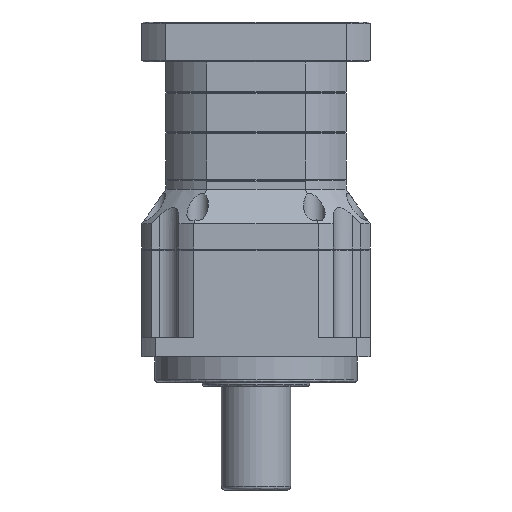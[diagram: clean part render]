
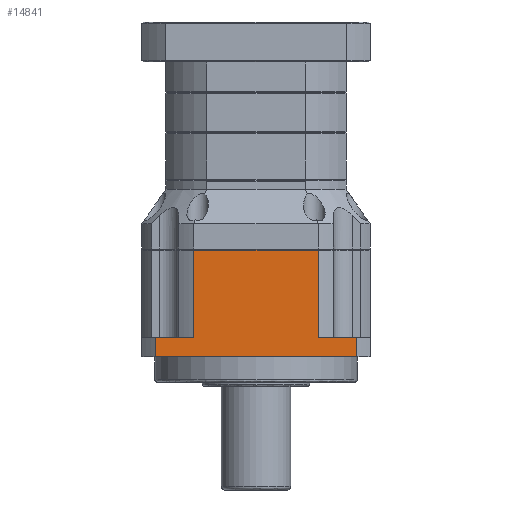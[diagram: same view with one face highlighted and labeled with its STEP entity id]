
A CAD part, front view. The second image highlights one B-rep face of the part: STEP entity #14841.
In plain terms, the highlighted planar face has unit normal (0, -1, 0).
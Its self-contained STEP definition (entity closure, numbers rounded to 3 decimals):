
#146 = VECTOR ( 'NONE', #21294, 1000. ) ;
#991 = CARTESIAN_POINT ( 'NONE',  ( -49.054, -90., 120. ) ) ;
#1032 = AXIS2_PLACEMENT_3D ( 'NONE', #23533, #10319, #25778 ) ;
#1854 = VERTEX_POINT ( 'NONE', #991 ) ;
#2355 = VERTEX_POINT ( 'NONE', #11849 ) ;
#3721 = LINE ( 'NONE', #14214, #21385 ) ;
#4885 = ORIENTED_EDGE ( 'NONE', *, *, #24649, .F. ) ;
#5483 = ORIENTED_EDGE ( 'NONE', *, *, #7564, .F. ) ;
#5755 = CARTESIAN_POINT ( 'NONE',  ( -79.373, -90., 120. ) ) ;
#5804 = DIRECTION ( 'NONE',  ( -1., 0., 0. ) ) ;
#5900 = CARTESIAN_POINT ( 'NONE',  ( 0., -90., 189. ) ) ;
#5936 = EDGE_CURVE ( 'NONE', #15098, #28710, #18273, .T. ) ;
#5985 = DIRECTION ( 'NONE',  ( 1., 0., 0. ) ) ;
#6119 = CARTESIAN_POINT ( 'NONE',  ( -79.373, -90., 120. ) ) ;
#6625 = CARTESIAN_POINT ( 'NONE',  ( -49.054, -90., 189. ) ) ;
#7344 = LINE ( 'NONE', #5900, #28128 ) ;
#7564 = EDGE_CURVE ( 'NONE', #23899, #14370, #3721, .T. ) ;
#7728 = ORIENTED_EDGE ( 'NONE', *, *, #27255, .F. ) ;
#7771 = LINE ( 'NONE', #12757, #19036 ) ;
#8368 = DIRECTION ( 'NONE',  ( 1., 0., 0. ) ) ;
#9445 = ORIENTED_EDGE ( 'NONE', *, *, #5936, .F. ) ;
#10319 = DIRECTION ( 'NONE',  ( 0., 1., 0. ) ) ;
#10618 = VERTEX_POINT ( 'NONE', #22043 ) ;
#10661 = DIRECTION ( 'NONE',  ( 0., 0., 1. ) ) ;
#11849 = CARTESIAN_POINT ( 'NONE',  ( -79.373, -90., 120. ) ) ;
#12084 = LINE ( 'NONE', #5755, #146 ) ;
#12752 = ORIENTED_EDGE ( 'NONE', *, *, #23119, .T. ) ;
#12757 = CARTESIAN_POINT ( 'NONE',  ( -49.054, -90., 120. ) ) ;
#13598 = DIRECTION ( 'NONE',  ( -1., 0., 0. ) ) ;
#14214 = CARTESIAN_POINT ( 'NONE',  ( -79.373, -90., 105. ) ) ;
#14370 = VERTEX_POINT ( 'NONE', #25527 ) ;
#14572 = ORIENTED_EDGE ( 'NONE', *, *, #22238, .F. ) ;
#14841 = ADVANCED_FACE ( 'NONE', ( #22533 ), #27882, .F. ) ;
#14908 = EDGE_CURVE ( 'NONE', #2355, #1854, #19879, .T. ) ;
#15098 = VERTEX_POINT ( 'NONE', #27715 ) ;
#15147 = LINE ( 'NONE', #22694, #26171 ) ;
#15821 = ORIENTED_EDGE ( 'NONE', *, *, #14908, .F. ) ;
#15924 = VECTOR ( 'NONE', #8368, 1000. ) ;
#17803 = VERTEX_POINT ( 'NONE', #6625 ) ;
#18241 = EDGE_CURVE ( 'NONE', #28710, #10618, #22412, .T. ) ;
#18273 = LINE ( 'NONE', #25016, #26127 ) ;
#19036 = VECTOR ( 'NONE', #10661, 1000. ) ;
#19117 = ORIENTED_EDGE ( 'NONE', *, *, #18241, .F. ) ;
#19432 = CARTESIAN_POINT ( 'NONE',  ( -79.373, -90., 120. ) ) ;
#19879 = LINE ( 'NONE', #19432, #24965 ) ;
#21294 = DIRECTION ( 'NONE',  ( 0., 0., 1. ) ) ;
#21385 = VECTOR ( 'NONE', #13598, 1000. ) ;
#22043 = CARTESIAN_POINT ( 'NONE',  ( 79.373, -90., 120. ) ) ;
#22238 = EDGE_CURVE ( 'NONE', #1854, #17803, #7771, .T. ) ;
#22412 = LINE ( 'NONE', #6119, #15924 ) ;
#22533 = FACE_OUTER_BOUND ( 'NONE', #28348, .T. ) ;
#22694 = CARTESIAN_POINT ( 'NONE',  ( 79.373, -90., 120. ) ) ;
#23119 = EDGE_CURVE ( 'NONE', #15098, #17803, #7344, .T. ) ;
#23533 = CARTESIAN_POINT ( 'NONE',  ( -79.373, -90., 120. ) ) ;
#23899 = VERTEX_POINT ( 'NONE', #24928 ) ;
#23973 = CARTESIAN_POINT ( 'NONE',  ( 49.054, -90., 120. ) ) ;
#24649 = EDGE_CURVE ( 'NONE', #14370, #2355, #12084, .T. ) ;
#24921 = DIRECTION ( 'NONE',  ( 0., 0., -1. ) ) ;
#24928 = CARTESIAN_POINT ( 'NONE',  ( 79.373, -90., 105. ) ) ;
#24965 = VECTOR ( 'NONE', #5985, 1000. ) ;
#25016 = CARTESIAN_POINT ( 'NONE',  ( 49.054, -90., 235.5 ) ) ;
#25047 = DIRECTION ( 'NONE',  ( 0., 0., -1. ) ) ;
#25527 = CARTESIAN_POINT ( 'NONE',  ( -79.373, -90., 105. ) ) ;
#25778 = DIRECTION ( 'NONE',  ( -1., 0., 0. ) ) ;
#26127 = VECTOR ( 'NONE', #25047, 1000. ) ;
#26171 = VECTOR ( 'NONE', #24921, 1000. ) ;
#27255 = EDGE_CURVE ( 'NONE', #10618, #23899, #15147, .T. ) ;
#27715 = CARTESIAN_POINT ( 'NONE',  ( 49.054, -90., 189. ) ) ;
#27882 = PLANE ( 'NONE',  #1032 ) ;
#28128 = VECTOR ( 'NONE', #5804, 1000. ) ;
#28348 = EDGE_LOOP ( 'NONE', ( #14572, #15821, #4885, #5483, #7728, #19117, #9445, #12752 ) ) ;
#28710 = VERTEX_POINT ( 'NONE', #23973 ) ;
